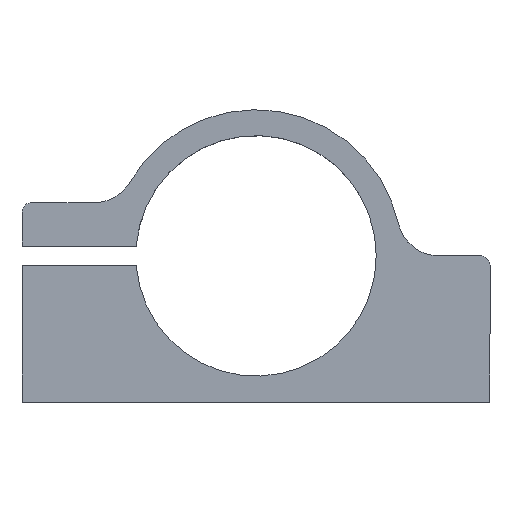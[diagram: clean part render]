
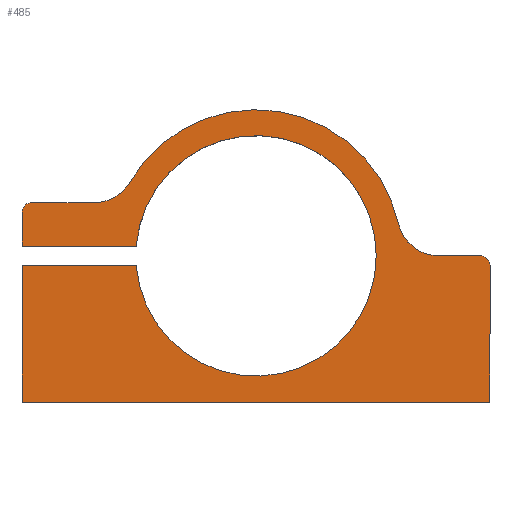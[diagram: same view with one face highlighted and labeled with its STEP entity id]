
A CAD part, top view. The second image highlights one B-rep face of the part: STEP entity #485.
In plain terms, the highlighted planar face has unit normal (0, 0, 1).
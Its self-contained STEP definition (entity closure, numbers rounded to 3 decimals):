
#15 = VECTOR ( 'NONE', #659, 1000. ) ;
#17 = LINE ( 'NONE', #670, #15 ) ;
#23 = VECTOR ( 'NONE', #640, 1000. ) ;
#25 = LINE ( 'NONE', #639, #23 ) ;
#27 = CIRCLE ( 'NONE', #731, 18.5 ) ;
#29 = VECTOR ( 'NONE', #633, 1000. ) ;
#33 = VECTOR ( 'NONE', #626, 1000. ) ;
#34 = LINE ( 'NONE', #630, #29 ) ;
#42 = LINE ( 'NONE', #625, #33 ) ;
#47 = CIRCLE ( 'NONE', #705, 6.35 ) ;
#48 = VERTEX_POINT ( 'NONE', #336 ) ;
#54 = CIRCLE ( 'NONE', #688, 18.5 ) ;
#59 = ORIENTED_EDGE ( 'NONE', *, *, #772, .F. ) ;
#69 = VECTOR ( 'NONE', #494, 1000. ) ;
#93 = ORIENTED_EDGE ( 'NONE', *, *, #805, .F. ) ;
#108 = ORIENTED_EDGE ( 'NONE', *, *, #742, .F. ) ;
#115 = VERTEX_POINT ( 'NONE', #337 ) ;
#124 = VERTEX_POINT ( 'NONE', #330 ) ;
#130 = FACE_OUTER_BOUND ( 'NONE', #276, .T. ) ;
#131 = LINE ( 'NONE', #482, #69 ) ;
#134 = VECTOR ( 'NONE', #591, 1000. ) ;
#137 = LINE ( 'NONE', #590, #134 ) ;
#138 = VERTEX_POINT ( 'NONE', #327 ) ;
#179 = CIRCLE ( 'NONE', #701, 6.35 ) ;
#180 = VECTOR ( 'NONE', #565, 1000. ) ;
#186 = CIRCLE ( 'NONE', #743, 1.5 ) ;
#188 = LINE ( 'NONE', #553, #201 ) ;
#201 = VECTOR ( 'NONE', #555, 1000. ) ;
#202 = LINE ( 'NONE', #564, #180 ) ;
#209 = CIRCLE ( 'NONE', #737, 22.48 ) ;
#212 = CIRCLE ( 'NONE', #725, 1.5 ) ;
#215 = VERTEX_POINT ( 'NONE', #362 ) ;
#232 = VERTEX_POINT ( 'NONE', #345 ) ;
#237 = ORIENTED_EDGE ( 'NONE', *, *, #769, .F. ) ;
#252 = VERTEX_POINT ( 'NONE', #363 ) ;
#256 = VERTEX_POINT ( 'NONE', #365 ) ;
#266 = VERTEX_POINT ( 'NONE', #366 ) ;
#268 = VERTEX_POINT ( 'NONE', #370 ) ;
#275 = ORIENTED_EDGE ( 'NONE', *, *, #789, .F. ) ;
#276 = EDGE_LOOP ( 'NONE', ( #237, #280, #108, #93, #275, #59, #281, #314, #278, #283, #308, #282, #297, #313, #286 ) ) ;
#278 = ORIENTED_EDGE ( 'NONE', *, *, #787, .T. ) ;
#280 = ORIENTED_EDGE ( 'NONE', *, *, #717, .T. ) ;
#281 = ORIENTED_EDGE ( 'NONE', *, *, #677, .T. ) ;
#282 = ORIENTED_EDGE ( 'NONE', *, *, #755, .T. ) ;
#283 = ORIENTED_EDGE ( 'NONE', *, *, #785, .T. ) ;
#286 = ORIENTED_EDGE ( 'NONE', *, *, #761, .T. ) ;
#297 = ORIENTED_EDGE ( 'NONE', *, *, #776, .T. ) ;
#308 = ORIENTED_EDGE ( 'NONE', *, *, #751, .T. ) ;
#313 = ORIENTED_EDGE ( 'NONE', *, *, #723, .T. ) ;
#314 = ORIENTED_EDGE ( 'NONE', *, *, #791, .T. ) ;
#321 = VERTEX_POINT ( 'NONE', #359 ) ;
#323 = VERTEX_POINT ( 'NONE', #373 ) ;
#327 = CARTESIAN_POINT ( 'NONE',  ( -24.859, -22.386, 0.401 ) ) ;
#330 = CARTESIAN_POINT ( 'NONE',  ( -8.271, 11.452, 0.401 ) ) ;
#336 = CARTESIAN_POINT ( 'NONE',  ( 45.641, 0.114, 0.401 ) ) ;
#337 = CARTESIAN_POINT ( 'NONE',  ( -13.754, 8.305, 0.401 ) ) ;
#345 = CARTESIAN_POINT ( 'NONE',  ( 47.141, -1.386, 0.401 ) ) ;
#348 = VERTEX_POINT ( 'NONE', #382 ) ;
#359 = CARTESIAN_POINT ( 'NONE',  ( 39.263, 0.114, 0.401 ) ) ;
#362 = CARTESIAN_POINT ( 'NONE',  ( 33.069, 5.065, 0.401 ) ) ;
#363 = CARTESIAN_POINT ( 'NONE',  ( -7.298, -1.386, 0.401 ) ) ;
#365 = CARTESIAN_POINT ( 'NONE',  ( -24.859, 1.614, 0.401 ) ) ;
#366 = CARTESIAN_POINT ( 'NONE',  ( -24.859, -1.386, 0.401 ) ) ;
#370 = CARTESIAN_POINT ( 'NONE',  ( -23.359, 8.305, 0.401 ) ) ;
#373 = CARTESIAN_POINT ( 'NONE',  ( -24.859, 6.805, 0.401 ) ) ;
#377 = VERTEX_POINT ( 'NONE', #384 ) ;
#382 = CARTESIAN_POINT ( 'NONE',  ( 47.141, -22.386, 0.401 ) ) ;
#384 = CARTESIAN_POINT ( 'NONE',  ( 29.641, 0.114, 0.401 ) ) ;
#385 = CARTESIAN_POINT ( 'NONE',  ( -7.298, 1.614, 0.401 ) ) ;
#388 = PLANE ( 'NONE',  #691 ) ;
#389 = CARTESIAN_POINT ( 'NONE',  ( 11.141, 0.114, 0.401 ) ) ;
#395 = DIRECTION ( 'NONE',  ( 0., 0., 1. ) ) ;
#396 = DIRECTION ( 'NONE',  ( 1., 0., 0. ) ) ;
#421 = VERTEX_POINT ( 'NONE', #385 ) ;
#482 = CARTESIAN_POINT ( 'NONE',  ( -11.289, -1.386, 0.401 ) ) ;
#485 = ADVANCED_FACE ( 'NONE', ( #130 ), #388, .T. ) ;
#494 = DIRECTION ( 'NONE',  ( -1., 0., 0. ) ) ;
#525 = CARTESIAN_POINT ( 'NONE',  ( -23.359, 6.805, 0.401 ) ) ;
#527 = DIRECTION ( 'NONE',  ( 0., 0., 1. ) ) ;
#528 = DIRECTION ( 'NONE',  ( 1., 0., 0. ) ) ;
#539 = CARTESIAN_POINT ( 'NONE',  ( 11.141, 0.114, 0.401 ) ) ;
#541 = DIRECTION ( 'NONE',  ( 0., 0., 1. ) ) ;
#544 = DIRECTION ( 'NONE',  ( 1., 0., 0. ) ) ;
#553 = CARTESIAN_POINT ( 'NONE',  ( -24.859, 1.614, 0.401 ) ) ;
#555 = DIRECTION ( 'NONE',  ( 0., 1., 0. ) ) ;
#560 = CARTESIAN_POINT ( 'NONE',  ( 45.641, -1.386, 0.401 ) ) ;
#561 = DIRECTION ( 'NONE',  ( 0., 0., 1. ) ) ;
#562 = DIRECTION ( 'NONE',  ( 1., 0., 0. ) ) ;
#564 = CARTESIAN_POINT ( 'NONE',  ( 47.141, 0.114, 0.401 ) ) ;
#565 = DIRECTION ( 'NONE',  ( -1., 0., 0. ) ) ;
#575 = CARTESIAN_POINT ( 'NONE',  ( -13.754, 14.655, 0.401 ) ) ;
#576 = DIRECTION ( 'NONE',  ( 0., 0., -1. ) ) ;
#577 = DIRECTION ( 'NONE',  ( 1., 0., 0. ) ) ;
#590 = CARTESIAN_POINT ( 'NONE',  ( -24.859, 8.305, 0.401 ) ) ;
#591 = DIRECTION ( 'NONE',  ( 1., 0., 0. ) ) ;
#597 = CARTESIAN_POINT ( 'NONE',  ( 11.141, 0.114, 0.401 ) ) ;
#598 = DIRECTION ( 'NONE',  ( 0., 0., 1. ) ) ;
#599 = DIRECTION ( 'NONE',  ( 1., 0., 0. ) ) ;
#607 = CARTESIAN_POINT ( 'NONE',  ( 39.263, 6.464, 0.401 ) ) ;
#608 = DIRECTION ( 'NONE',  ( 0., 0., -1. ) ) ;
#609 = DIRECTION ( 'NONE',  ( 1., 0., 0. ) ) ;
#625 = CARTESIAN_POINT ( 'NONE',  ( 47.141, -22.386, 0.401 ) ) ;
#626 = DIRECTION ( 'NONE',  ( 0., 1., 0. ) ) ;
#630 = CARTESIAN_POINT ( 'NONE',  ( -24.859, -22.386, 0.401 ) ) ;
#633 = DIRECTION ( 'NONE',  ( 1., 0., 0. ) ) ;
#639 = CARTESIAN_POINT ( 'NONE',  ( -24.859, -1.386, 0.401 ) ) ;
#640 = DIRECTION ( 'NONE',  ( 0., -1., 0. ) ) ;
#641 = CARTESIAN_POINT ( 'NONE',  ( 11.141, 0.114, 0.401 ) ) ;
#642 = DIRECTION ( 'NONE',  ( 0., 0., 1. ) ) ;
#643 = DIRECTION ( 'NONE',  ( 1., 0., 0. ) ) ;
#659 = DIRECTION ( 'NONE',  ( -1., 0., 0. ) ) ;
#670 = CARTESIAN_POINT ( 'NONE',  ( -11.289, 1.614, 0.401 ) ) ;
#677 = EDGE_CURVE ( 'NONE', #252, #266, #131, .T. ) ;
#688 = AXIS2_PLACEMENT_3D ( 'NONE', #597, #598, #599 ) ;
#691 = AXIS2_PLACEMENT_3D ( 'NONE', #389, #395, #396 ) ;
#701 = AXIS2_PLACEMENT_3D ( 'NONE', #575, #576, #577 ) ;
#705 = AXIS2_PLACEMENT_3D ( 'NONE', #607, #608, #609 ) ;
#717 = EDGE_CURVE ( 'NONE', #268, #323, #212, .T. ) ;
#723 = EDGE_CURVE ( 'NONE', #215, #124, #209, .T. ) ;
#725 = AXIS2_PLACEMENT_3D ( 'NONE', #525, #527, #528 ) ;
#731 = AXIS2_PLACEMENT_3D ( 'NONE', #641, #642, #643 ) ;
#737 = AXIS2_PLACEMENT_3D ( 'NONE', #539, #541, #544 ) ;
#742 = EDGE_CURVE ( 'NONE', #256, #323, #188, .T. ) ;
#743 = AXIS2_PLACEMENT_3D ( 'NONE', #560, #561, #562 ) ;
#751 = EDGE_CURVE ( 'NONE', #232, #48, #186, .T. ) ;
#755 = EDGE_CURVE ( 'NONE', #48, #321, #202, .T. ) ;
#761 = EDGE_CURVE ( 'NONE', #124, #115, #179, .T. ) ;
#769 = EDGE_CURVE ( 'NONE', #268, #115, #137, .T. ) ;
#772 = EDGE_CURVE ( 'NONE', #252, #377, #54, .T. ) ;
#776 = EDGE_CURVE ( 'NONE', #321, #215, #47, .T. ) ;
#785 = EDGE_CURVE ( 'NONE', #348, #232, #42, .T. ) ;
#787 = EDGE_CURVE ( 'NONE', #138, #348, #34, .T. ) ;
#789 = EDGE_CURVE ( 'NONE', #377, #421, #27, .T. ) ;
#791 = EDGE_CURVE ( 'NONE', #266, #138, #25, .T. ) ;
#805 = EDGE_CURVE ( 'NONE', #421, #256, #17, .T. ) ;
